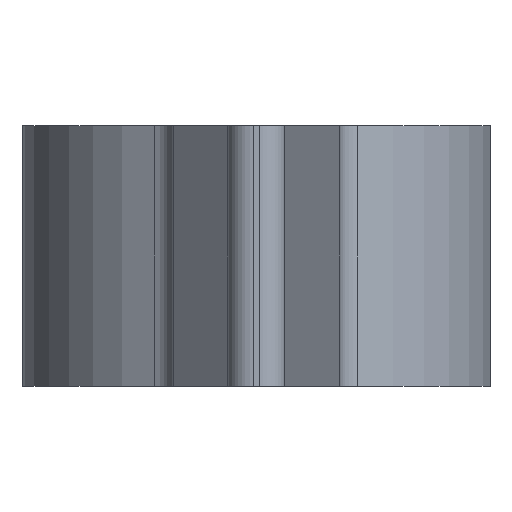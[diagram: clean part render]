
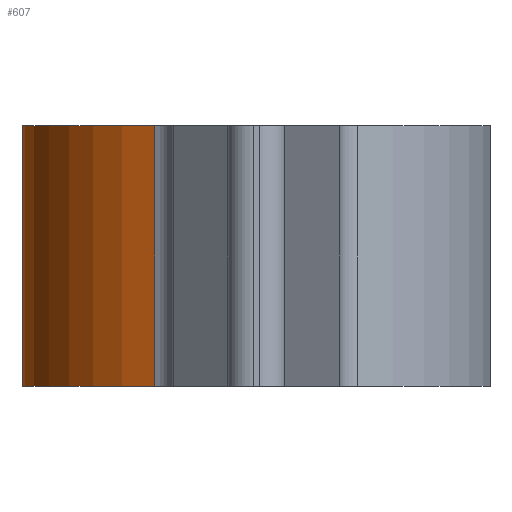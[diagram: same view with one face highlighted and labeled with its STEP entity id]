
A CAD part, front view. The second image highlights one B-rep face of the part: STEP entity #607.
In plain terms, the highlighted cylindrical face has radius 11.43 mm (diameter 22.86 mm), a partial arc.
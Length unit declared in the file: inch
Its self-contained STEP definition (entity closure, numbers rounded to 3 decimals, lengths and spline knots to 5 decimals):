
#12 = LINE ( 'NONE', #545, #812 ) ;
#36 = ORIENTED_EDGE ( 'NONE', *, *, #541, .T. ) ;
#58 = DIRECTION ( 'NONE',  ( 1., 0., 0. ) ) ;
#74 = DIRECTION ( 'NONE',  ( 0., 0., -1. ) ) ;
#138 = FACE_OUTER_BOUND ( 'NONE', #235, .T. ) ;
#154 = AXIS2_PLACEMENT_3D ( 'NONE', #547, #619, #419 ) ;
#190 = EDGE_CURVE ( 'NONE', #616, #323, #595, .T. ) ;
#235 = EDGE_LOOP ( 'NONE', ( #520, #36, #315, #652 ) ) ;
#254 = DIRECTION ( 'NONE',  ( 0., 0., 1. ) ) ;
#283 = CARTESIAN_POINT ( 'NONE',  ( -0.45, 0., 0. ) ) ;
#284 = VERTEX_POINT ( 'NONE', #369 ) ;
#290 = CIRCLE ( 'NONE', #349, 0.45 ) ;
#315 = ORIENTED_EDGE ( 'NONE', *, *, #190, .T. ) ;
#323 = VERTEX_POINT ( 'NONE', #374 ) ;
#349 = AXIS2_PLACEMENT_3D ( 'NONE', #589, #254, #795 ) ;
#352 = EDGE_CURVE ( 'NONE', #323, #284, #495, .T. ) ;
#369 = CARTESIAN_POINT ( 'NONE',  ( -0.1948, -0.40565, 0.5 ) ) ;
#374 = CARTESIAN_POINT ( 'NONE',  ( -0.1948, -0.40565, 0. ) ) ;
#417 = CYLINDRICAL_SURFACE ( 'NONE', #154, 0.45 ) ;
#419 = DIRECTION ( 'NONE',  ( -1., 0., 0. ) ) ;
#432 = CARTESIAN_POINT ( 'NONE',  ( -0.1948, -0.40565, 0.5 ) ) ;
#437 = AXIS2_PLACEMENT_3D ( 'NONE', #539, #803, #58 ) ;
#495 = LINE ( 'NONE', #432, #646 ) ;
#520 = ORIENTED_EDGE ( 'NONE', *, *, #808, .F. ) ;
#539 = CARTESIAN_POINT ( 'NONE',  ( 0., 0., 0. ) ) ;
#541 = EDGE_CURVE ( 'NONE', #629, #616, #12, .T. ) ;
#545 = CARTESIAN_POINT ( 'NONE',  ( -0.45, 0., 0.5 ) ) ;
#547 = CARTESIAN_POINT ( 'NONE',  ( 0., 0., 0.5 ) ) ;
#589 = CARTESIAN_POINT ( 'NONE',  ( 0., 0., 0.5 ) ) ;
#595 = CIRCLE ( 'NONE', #437, 0.45 ) ;
#607 = ADVANCED_FACE ( 'NONE', ( #138 ), #417, .T. ) ;
#616 = VERTEX_POINT ( 'NONE', #283 ) ;
#619 = DIRECTION ( 'NONE',  ( 0., 0., -1. ) ) ;
#629 = VERTEX_POINT ( 'NONE', #683 ) ;
#646 = VECTOR ( 'NONE', #848, 39.37008 ) ;
#652 = ORIENTED_EDGE ( 'NONE', *, *, #352, .T. ) ;
#683 = CARTESIAN_POINT ( 'NONE',  ( -0.45, 0., 0.5 ) ) ;
#795 = DIRECTION ( 'NONE',  ( 1., 0., 0. ) ) ;
#803 = DIRECTION ( 'NONE',  ( 0., 0., 1. ) ) ;
#808 = EDGE_CURVE ( 'NONE', #629, #284, #290, .T. ) ;
#812 = VECTOR ( 'NONE', #74, 39.37008 ) ;
#848 = DIRECTION ( 'NONE',  ( 0., 0., 1. ) ) ;
